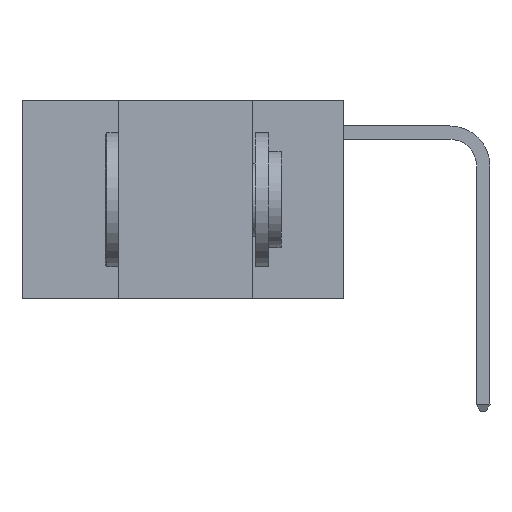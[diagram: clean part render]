
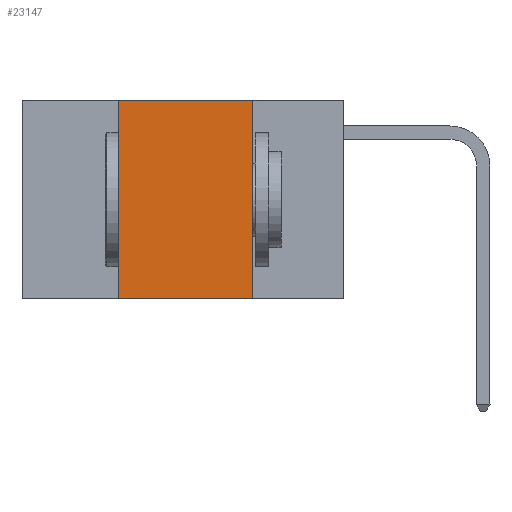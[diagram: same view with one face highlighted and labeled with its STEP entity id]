
A CAD part, left-side view. The second image highlights one B-rep face of the part: STEP entity #23147.
In plain terms, the highlighted planar face has unit normal (-1, 0, 0).
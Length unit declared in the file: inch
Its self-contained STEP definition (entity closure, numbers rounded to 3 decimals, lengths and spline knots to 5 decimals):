
#783 = ORIENTED_EDGE ( 'NONE', *, *, #5875, .F. ) ;
#1268 = ORIENTED_EDGE ( 'NONE', *, *, #18748, .F. ) ;
#1529 = CARTESIAN_POINT ( 'NONE',  ( 0., 0.17, 0. ) ) ;
#1635 = ORIENTED_EDGE ( 'NONE', *, *, #7921, .F. ) ;
#1884 = CARTESIAN_POINT ( 'NONE',  ( 0., 0.42, -0.37 ) ) ;
#2046 = DIRECTION ( 'NONE',  ( 0., 0., -1. ) ) ;
#2320 = VERTEX_POINT ( 'NONE', #1884 ) ;
#2712 = LINE ( 'NONE', #4824, #16406 ) ;
#2926 = LINE ( 'NONE', #22887, #17197 ) ;
#3511 = CARTESIAN_POINT ( 'NONE',  ( 0., 0.42, 0. ) ) ;
#4201 = EDGE_CURVE ( 'NONE', #2320, #23058, #22337, .T. ) ;
#4359 = CARTESIAN_POINT ( 'NONE',  ( 0., 0.6, -0.37 ) ) ;
#4824 = CARTESIAN_POINT ( 'NONE',  ( 0., 0.6, 0. ) ) ;
#4904 = DIRECTION ( 'NONE',  ( 0., 0., 1. ) ) ;
#5875 = EDGE_CURVE ( 'NONE', #14408, #23058, #13648, .T. ) ;
#7133 = CARTESIAN_POINT ( 'NONE',  ( 0., 0.17, 0. ) ) ;
#7921 = EDGE_CURVE ( 'NONE', #2320, #13658, #2926, .T. ) ;
#8222 = VECTOR ( 'NONE', #2046, 39.37008 ) ;
#9435 = CARTESIAN_POINT ( 'NONE',  ( 0., 0.6, 0. ) ) ;
#11117 = VECTOR ( 'NONE', #22213, 39.37008 ) ;
#11554 = AXIS2_PLACEMENT_3D ( 'NONE', #9435, #17440, #25375 ) ;
#13260 = CARTESIAN_POINT ( 'NONE',  ( 0., 0.17, -0.37 ) ) ;
#13648 = LINE ( 'NONE', #1529, #8222 ) ;
#13658 = VERTEX_POINT ( 'NONE', #3511 ) ;
#14408 = VERTEX_POINT ( 'NONE', #7133 ) ;
#15103 = ORIENTED_EDGE ( 'NONE', *, *, #4201, .T. ) ;
#15583 = PLANE ( 'NONE',  #11554 ) ;
#16406 = VECTOR ( 'NONE', #24477, 39.37008 ) ;
#17197 = VECTOR ( 'NONE', #4904, 39.37008 ) ;
#17429 = EDGE_LOOP ( 'NONE', ( #783, #1268, #1635, #15103 ) ) ;
#17440 = DIRECTION ( 'NONE',  ( 1., 0., 0. ) ) ;
#18748 = EDGE_CURVE ( 'NONE', #13658, #14408, #2712, .T. ) ;
#19374 = FACE_OUTER_BOUND ( 'NONE', #17429, .T. ) ;
#22213 = DIRECTION ( 'NONE',  ( 0., -1., 0. ) ) ;
#22337 = LINE ( 'NONE', #4359, #11117 ) ;
#22887 = CARTESIAN_POINT ( 'NONE',  ( 0., 0.42, 0. ) ) ;
#23058 = VERTEX_POINT ( 'NONE', #13260 ) ;
#23147 = ADVANCED_FACE ( 'NONE', ( #19374 ), #15583, .F. ) ;
#24477 = DIRECTION ( 'NONE',  ( 0., -1., 0. ) ) ;
#25375 = DIRECTION ( 'NONE',  ( 0., 0., -1. ) ) ;
